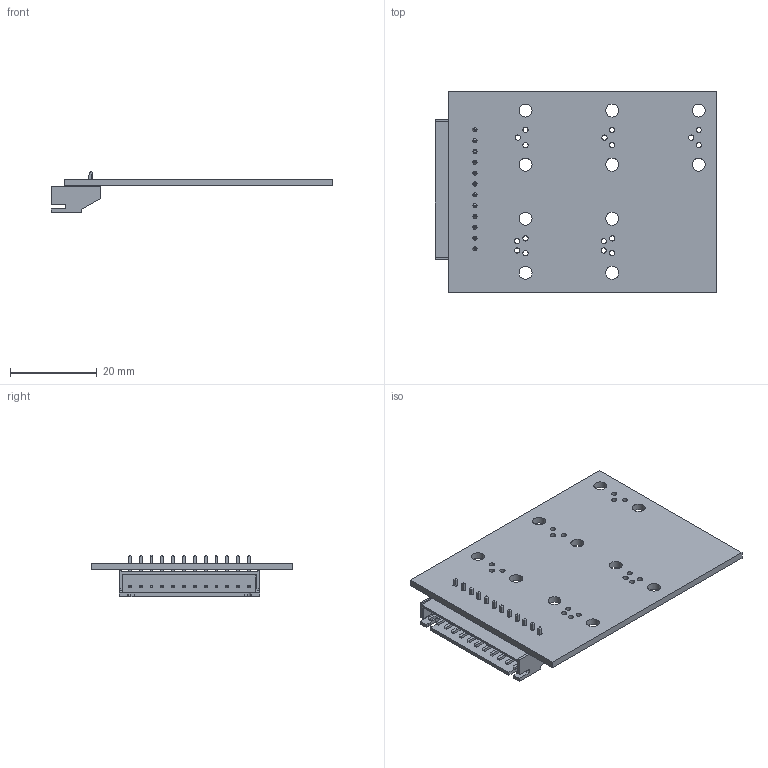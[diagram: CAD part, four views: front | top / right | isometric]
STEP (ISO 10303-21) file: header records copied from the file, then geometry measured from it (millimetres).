
FILE_DESCRIPTION(('KiCad electronic assembly'),'2;1');
FILE_NAME('rearbox_rear_connector.step','2024-03-12T03:32:03',('Pcbnew') ,('Kicad'),'Open CASCADE STEP processor 7.6','KiCad to STEP converter' ,'Unknown');
FILE_SCHEMA(('AUTOMOTIVE_DESIGN { 1 0 10303 214 1 1 1 1 }'));
Length unit declared in the file: millimetre
Products named in the file (4): rearbox_rear_connector 1; JST_XH_S12B-XH-A_1x12_P2.50mm_Horizontal; SOLID; rearbox_rear_connector PCB
Assembly tree (3 placements, depth 3):
  rearbox_rear_connector 1
    JST_XH_S12B-XH-A_1x12_P2.50mm_Horizontal
      SOLID
    rearbox_rear_connector PCB
Bounding box: 65.08 x 46.48 x 9.5 mm (x, y, z)
Volume: 5056.6 mm3; surface area: 8030.2 mm2
Topology: 2 solids, 2 shells, 434 faces, 1128 edges, 722 vertices
Faces by surface type: plane 367, cylinder 67
Full cylindrical faces by diameter (mm): 0.95 x12, 1.2 x17, 3 x10
Entity records: 30879 total; most frequent: CARTESIAN_POINT 5036, DIRECTION 4312, LINE 3116, VECTOR 3116, ORIENTED_EDGE 2256, PCURVE 2256, DEFINITIONAL_REPRESENTATION 2256, EDGE_CURVE 1128
